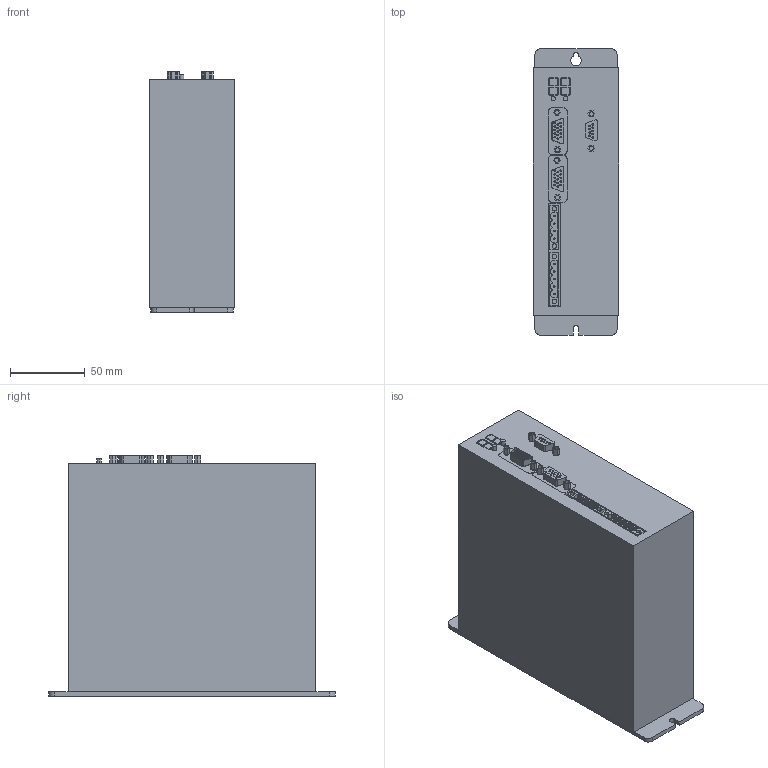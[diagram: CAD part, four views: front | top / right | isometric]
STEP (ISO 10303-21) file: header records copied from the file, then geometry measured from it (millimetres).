
FILE_DESCRIPTION (( 'STEP AP214' ), '1' );
FILE_NAME ('蝠霜侜督750W~1.5KW.STEP', '2017-07-28T09:55:37', ( 'Windows' ), ( 'Microsoft' ), 'SwSTEP 2.0', 'SolidWorks 2014', '' );
FILE_SCHEMA (( 'AUTOMOTIVE_DESIGN' ));
Length unit declared in the file: millimetre
Products named in the file (1): 蝠霜侜督750W~1.5KW
Bounding box: 57 x 192 x 161.01 mm (x, y, z)
Volume: 1478871.3 mm3; surface area: 95486.9 mm2
Topology: 1 solids, 1 shells, 970 faces, 2543 edges, 1670 vertices
Faces by surface type: plane 605, cylinder 164, bspline 153, sphere 48
Entity records: 37627 total; most frequent: CARTESIAN_POINT 14897, ORIENTED_EDGE 4894, DIRECTION 4153, EDGE_CURVE 2447, VECTOR 1765, LINE 1765, VERTEX_POINT 1622, AXIS2_PLACEMENT_3D 1194
